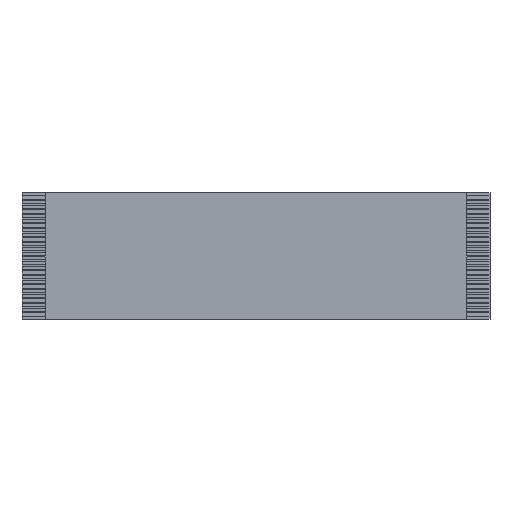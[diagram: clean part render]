
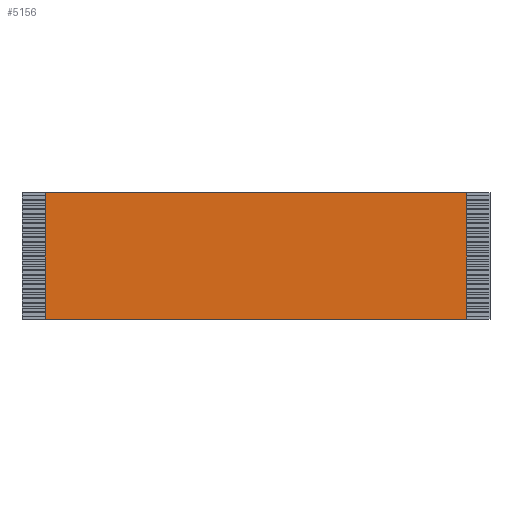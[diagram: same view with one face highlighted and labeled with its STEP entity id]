
A CAD part, top view. The second image highlights one B-rep face of the part: STEP entity #5156.
In plain terms, the highlighted planar face has unit normal (0, 0, 1).
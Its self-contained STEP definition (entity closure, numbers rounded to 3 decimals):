
#1097=ORIENTED_EDGE('',*,*,#1561,.T.);
#1098=ORIENTED_EDGE('',*,*,#1722,.F.);
#1099=ORIENTED_EDGE('',*,*,#1558,.F.);
#1100=ORIENTED_EDGE('',*,*,#1721,.T.);
#1558=EDGE_CURVE('',#2059,#2060,#2464,.T.);
#1561=EDGE_CURVE('',#2062,#2061,#2467,.T.);
#1721=EDGE_CURVE('',#2059,#2062,#2627,.T.);
#1722=EDGE_CURVE('',#2060,#2061,#2628,.T.);
#2059=VERTEX_POINT('',#7066);
#2060=VERTEX_POINT('',#7068);
#2061=VERTEX_POINT('',#7072);
#2062=VERTEX_POINT('',#7074);
#2464=LINE('',#7067,#3030);
#2467=LINE('',#7073,#3033);
#2627=LINE('',#7343,#3193);
#2628=LINE('',#7345,#3194);
#3030=VECTOR('',#5873,1000.);
#3033=VECTOR('',#5878,1000.);
#3193=VECTOR('',#6256,1000.);
#3194=VECTOR('',#6259,1000.);
#3369=EDGE_LOOP('',(#1097,#1098,#1099,#1100));
#3545=FACE_BOUND('',#3369,.T.);
#3721=PLANE('',#5339);
#5156=ADVANCED_FACE('',(#3545),#3721,.F.);
#5339=AXIS2_PLACEMENT_3D('',#7344,#6257,#6258);
#5873=DIRECTION('',(1.,0.,0.));
#5878=DIRECTION('',(1.,0.,0.));
#6256=DIRECTION('',(0.,-1.,0.));
#6257=DIRECTION('',(0.,0.,-1.));
#6258=DIRECTION('',(-1.,0.,0.));
#6259=DIRECTION('',(0.,-1.,0.));
#7066=CARTESIAN_POINT('',(-45.,13.5,0.138));
#7067=CARTESIAN_POINT('',(-45.,13.5,0.138));
#7068=CARTESIAN_POINT('',(45.,13.5,0.138));
#7072=CARTESIAN_POINT('',(45.,-13.5,0.138));
#7073=CARTESIAN_POINT('',(-45.,-13.5,0.138));
#7074=CARTESIAN_POINT('',(-45.,-13.5,0.138));
#7343=CARTESIAN_POINT('',(-45.,13.5,0.138));
#7344=CARTESIAN_POINT('',(-45.,13.5,0.138));
#7345=CARTESIAN_POINT('',(45.,13.5,0.138));
